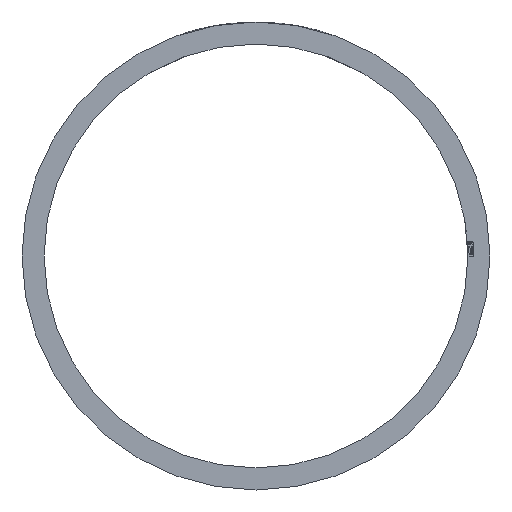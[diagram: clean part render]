
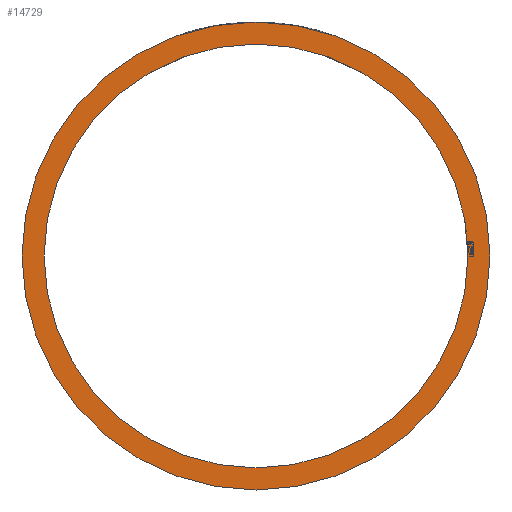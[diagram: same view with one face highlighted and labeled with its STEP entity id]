
A CAD part, front view. The second image highlights one B-rep face of the part: STEP entity #14729.
In plain terms, the highlighted planar face has unit normal (0, -1, 0).
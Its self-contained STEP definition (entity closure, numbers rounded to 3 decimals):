
#533 = CIRCLE ( 'NONE', #1470, 19.2 ) ;
#644 = FACE_BOUND ( 'NONE', #4415, .T. ) ;
#1470 = AXIS2_PLACEMENT_3D ( 'NONE', #13019, #6033, #14070 ) ;
#3086 = EDGE_CURVE ( 'NONE', #5691, #5691, #8031, .T. ) ;
#3348 = DIRECTION ( 'NONE',  ( 0., 0., 1. ) ) ;
#3423 = DIRECTION ( 'NONE',  ( 0., 0., 1. ) ) ;
#4415 = EDGE_LOOP ( 'NONE', ( #6678 ) ) ;
#4682 = DIRECTION ( 'NONE',  ( 0., 1., 0. ) ) ;
#5691 = VERTEX_POINT ( 'NONE', #12724 ) ;
#5787 = VERTEX_POINT ( 'NONE', #11716 ) ;
#6033 = DIRECTION ( 'NONE',  ( 0., 1., 0. ) ) ;
#6678 = ORIENTED_EDGE ( 'NONE', *, *, #7905, .T. ) ;
#6864 = CARTESIAN_POINT ( 'NONE',  ( 0., 0., 0. ) ) ;
#7863 = DIRECTION ( 'NONE',  ( 0., 1., 0. ) ) ;
#7905 = EDGE_CURVE ( 'NONE', #5787, #5787, #533, .T. ) ;
#7976 = AXIS2_PLACEMENT_3D ( 'NONE', #10283, #7863, #3348 ) ;
#8031 = CIRCLE ( 'NONE', #7976, 21.2 ) ;
#9320 = PLANE ( 'NONE',  #14459 ) ;
#10283 = CARTESIAN_POINT ( 'NONE',  ( 0., 0., 0. ) ) ;
#11226 = FACE_OUTER_BOUND ( 'NONE', #13822, .T. ) ;
#11716 = CARTESIAN_POINT ( 'NONE',  ( 0., 0., 19.2 ) ) ;
#12724 = CARTESIAN_POINT ( 'NONE',  ( 0., 0., 21.2 ) ) ;
#12822 = ORIENTED_EDGE ( 'NONE', *, *, #3086, .F. ) ;
#13019 = CARTESIAN_POINT ( 'NONE',  ( 0., 0., 0. ) ) ;
#13822 = EDGE_LOOP ( 'NONE', ( #12822 ) ) ;
#14070 = DIRECTION ( 'NONE',  ( 0., 0., 1. ) ) ;
#14459 = AXIS2_PLACEMENT_3D ( 'NONE', #6864, #4682, #3423 ) ;
#14729 = ADVANCED_FACE ( 'NONE', ( #11226, #644 ), #9320, .F. ) ;
